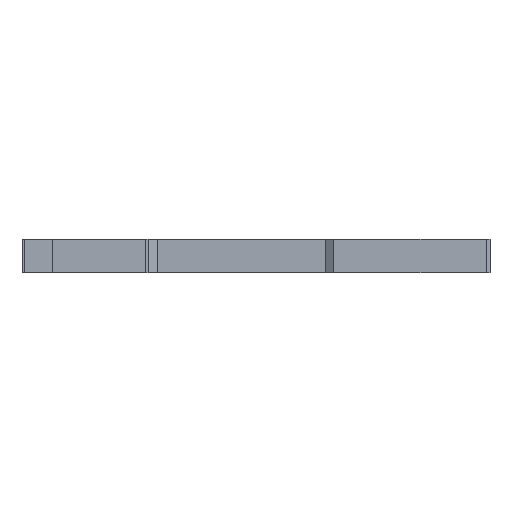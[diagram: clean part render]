
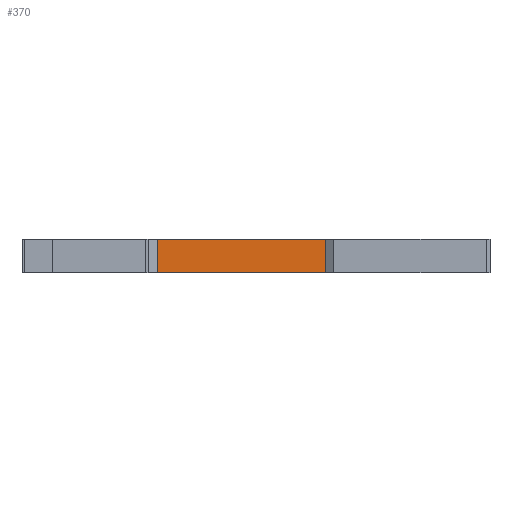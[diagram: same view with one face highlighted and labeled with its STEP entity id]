
A CAD part, front view. The second image highlights one B-rep face of the part: STEP entity #370.
In plain terms, the highlighted planar face has unit normal (0, -1, 0).
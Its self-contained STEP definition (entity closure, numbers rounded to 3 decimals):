
#66=FACE_OUTER_BOUND('',#2418,.T.);
#370=ADVANCED_FACE('',(#66),#653,.F.);
#653=PLANE('',#5606);
#1044=LINE('',#7560,#1737);
#1194=LINE('',#7943,#1887);
#1195=LINE('',#7945,#1888);
#1196=LINE('',#7947,#1889);
#1737=VECTOR('',#5988,1.);
#1887=VECTOR('',#6200,1.);
#1888=VECTOR('',#6203,1.);
#1889=VECTOR('',#6204,1.);
#2418=EDGE_LOOP('',(#3001,#3002,#3003,#3004));
#3001=ORIENTED_EDGE('',*,*,#5048,.T.);
#3002=ORIENTED_EDGE('',*,*,#5049,.F.);
#3003=ORIENTED_EDGE('',*,*,#4873,.F.);
#3004=ORIENTED_EDGE('',*,*,#5047,.T.);
#4353=VERTEX_POINT('',#7559);
#4354=VERTEX_POINT('',#7561);
#4513=VERTEX_POINT('',#7942);
#4514=VERTEX_POINT('',#7946);
#4873=EDGE_CURVE('',#4353,#4354,#1044,.T.);
#5047=EDGE_CURVE('',#4353,#4513,#1194,.T.);
#5048=EDGE_CURVE('',#4513,#4514,#1195,.T.);
#5049=EDGE_CURVE('',#4354,#4514,#1196,.T.);
#5606=AXIS2_PLACEMENT_3D('',#7948,#6205,#6206);
#5988=DIRECTION('',(1.,0.,0.));
#6200=DIRECTION('',(0.,0.,-1.));
#6203=DIRECTION('',(1.,0.,0.));
#6204=DIRECTION('',(0.,0.,-1.));
#6205=DIRECTION('',(0.,1.,0.));
#6206=DIRECTION('',(0.,0.,-1.));
#7559=CARTESIAN_POINT('',(23.532,3.001,0.));
#7560=CARTESIAN_POINT('',(23.532,3.001,0.));
#7561=CARTESIAN_POINT('',(57.736,3.001,0.));
#7942=CARTESIAN_POINT('',(23.532,3.001,-6.2));
#7943=CARTESIAN_POINT('',(23.532,3.001,0.));
#7945=CARTESIAN_POINT('',(23.532,3.001,-6.2));
#7946=CARTESIAN_POINT('',(57.736,3.001,-6.2));
#7947=CARTESIAN_POINT('',(57.736,3.001,0.));
#7948=CARTESIAN_POINT('',(23.532,3.001,0.));
